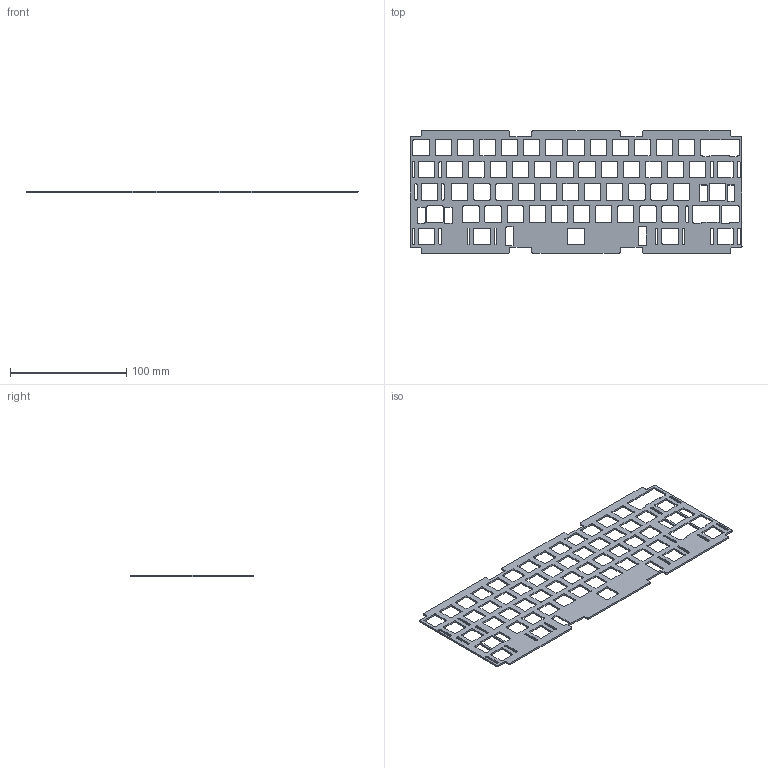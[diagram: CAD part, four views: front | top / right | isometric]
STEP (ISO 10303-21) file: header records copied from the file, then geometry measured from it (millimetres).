
FILE_DESCRIPTION(/* description */ (''),/* implementation_level */ '2;1');
FILE_NAME(/* name */ '512 gasket plate tsangan.step',/* time_stamp */ '2020-01-11T15:46:31-06:00',/* author */ (''),/* organization */ (''),/* preprocessor_version */ 'ST-DEVELOPER v18',/* originating_system */ 'Autodesk Translation Framework v8.12.0.6',/* authorisation */ '');
FILE_SCHEMA (('AUTOMOTIVE_DESIGN { 1 0 10303 214 3 1 1 }'));
Length unit declared in the file: millimetre
Products named in the file (1): 512 gasket plate
Bounding box: 285.75 x 105.25 x 1.5 mm (x, y, z)
Volume: 24749 mm3; surface area: 40270.9 mm2
Topology: 1 solids, 1 shells, 764 faces, 2286 edges, 1524 vertices
Faces by surface type: plane 384, cylinder 379, bspline 1
Entity records: 26324 total; most frequent: CARTESIAN_POINT 4622, ORIENTED_EDGE 4572, DIRECTION 4568, EDGE_CURVE 2286, LINE 1524, VECTOR 1524, VERTEX_POINT 1524, AXIS2_PLACEMENT_3D 1522
